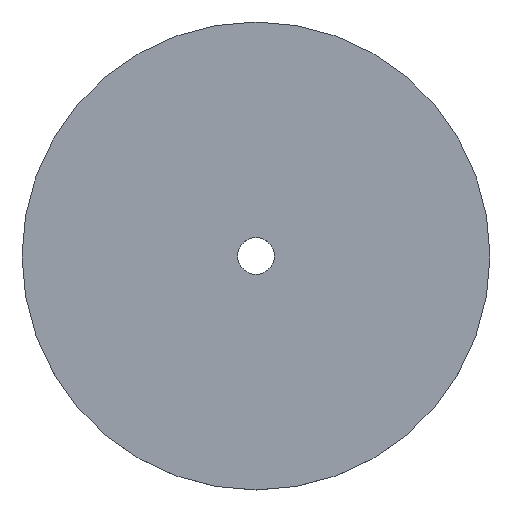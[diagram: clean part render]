
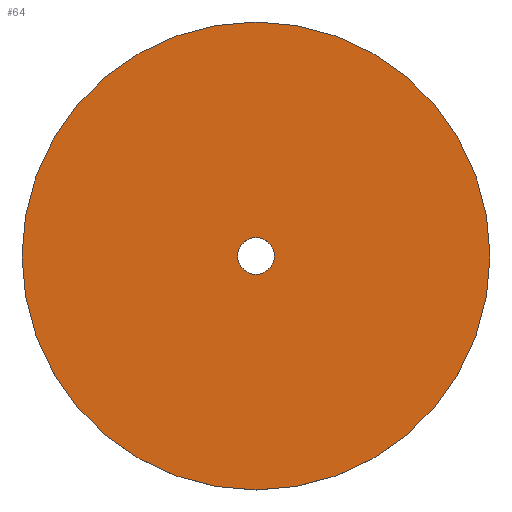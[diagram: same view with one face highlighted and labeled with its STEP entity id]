
A CAD part, top view. The second image highlights one B-rep face of the part: STEP entity #64.
In plain terms, the highlighted planar face has unit normal (0, 0, 1).
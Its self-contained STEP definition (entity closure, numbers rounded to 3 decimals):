
#22=PLANE('',#83);
#26=ORIENTED_EDGE('',*,*,#35,.T.);
#27=ORIENTED_EDGE('',*,*,#36,.T.);
#35=EDGE_CURVE('',#40,#40,#44,.T.);
#36=EDGE_CURVE('',#41,#41,#45,.T.);
#40=VERTEX_POINT('',#112);
#41=VERTEX_POINT('',#115);
#44=CIRCLE('',#82,2.75);
#45=CIRCLE('',#84,35.);
#49=EDGE_LOOP('',(#26));
#50=EDGE_LOOP('',(#27));
#56=FACE_BOUND('',#49,.T.);
#57=FACE_BOUND('',#50,.T.);
#64=ADVANCED_FACE('',(#56,#57),#22,.T.);
#82=AXIS2_PLACEMENT_3D('',#111,#94,#95);
#83=AXIS2_PLACEMENT_3D('',#113,#96,#97);
#84=AXIS2_PLACEMENT_3D('',#114,#98,#99);
#94=DIRECTION('',(0.,0.,-1.));
#95=DIRECTION('',(-1.,0.,0.));
#96=DIRECTION('',(0.,0.,1.));
#97=DIRECTION('',(1.,0.,0.));
#98=DIRECTION('',(0.,0.,1.));
#99=DIRECTION('',(1.,0.,0.));
#111=CARTESIAN_POINT('',(89.263,77.205,3.));
#112=CARTESIAN_POINT('',(86.513,77.205,3.));
#113=CARTESIAN_POINT('',(0.,0.,3.));
#114=CARTESIAN_POINT('',(89.263,77.205,3.));
#115=CARTESIAN_POINT('',(124.263,77.205,3.));
